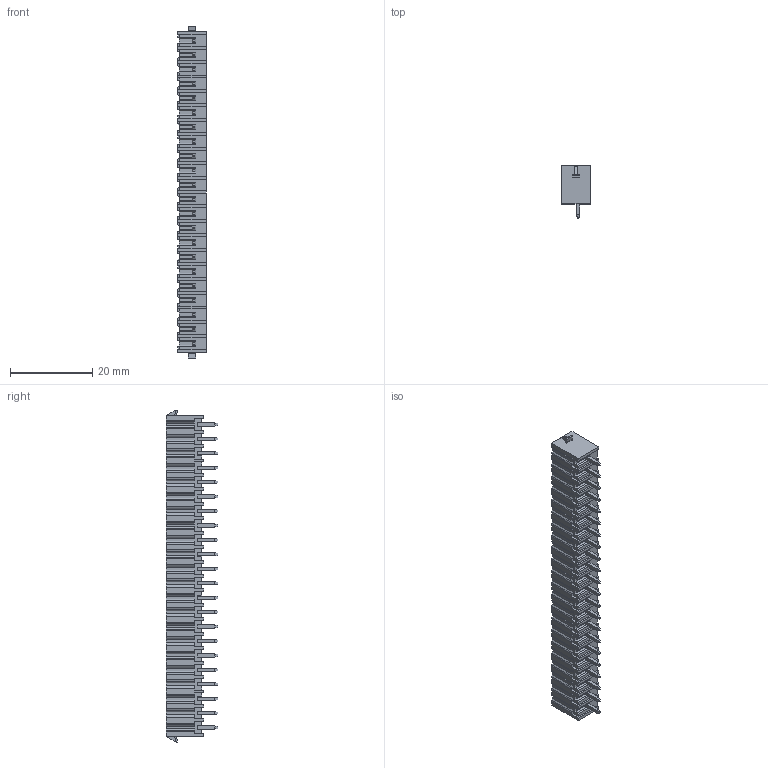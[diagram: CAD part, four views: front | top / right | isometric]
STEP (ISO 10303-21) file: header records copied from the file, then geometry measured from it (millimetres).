
FILE_DESCRIPTION((''),'2;1');
FILE_NAME('PRT0002','2024-10-12T',('sheji'),(''),'PRO/ENGINEER BY PARAMETRIC TECHNOLOGY CORPORATION, 2015240','PRO/ENGINEER BY PARAMETRIC TECHNOLOGY CORPORATION, 2015240','');
FILE_SCHEMA(('CONFIG_CONTROL_DESIGN'));
Length unit declared in the file: millimetre
Products named in the file (1): PRT0002
Bounding box: 7 x 12.6 x 80.5 mm (x, y, z)
Volume: 2168.8 mm3; surface area: 6779.4 mm2
Topology: 1 solids, 1 shells, 1370 faces, 3724 edges, 2424 vertices
Faces by surface type: plane 1126, cylinder 200, cone 44
Entity records: 42572 total; most frequent: CARTESIAN_POINT 8024, ORIENTED_EDGE 7448, DIRECTION 6648, EDGE_CURVE 3724, VECTOR 3188, LINE 3188, VERTEX_POINT 2424, AXIS2_PLACEMENT_3D 1730
